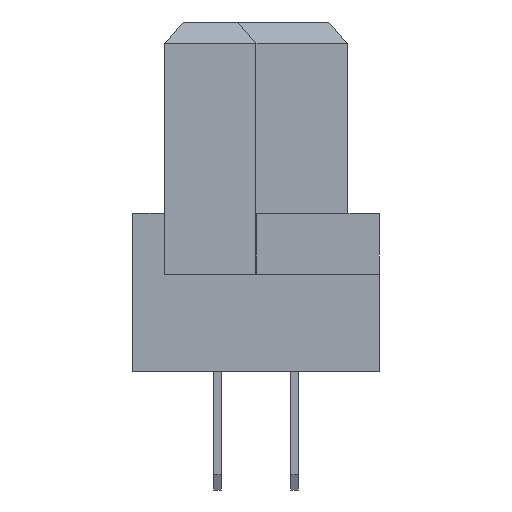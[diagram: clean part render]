
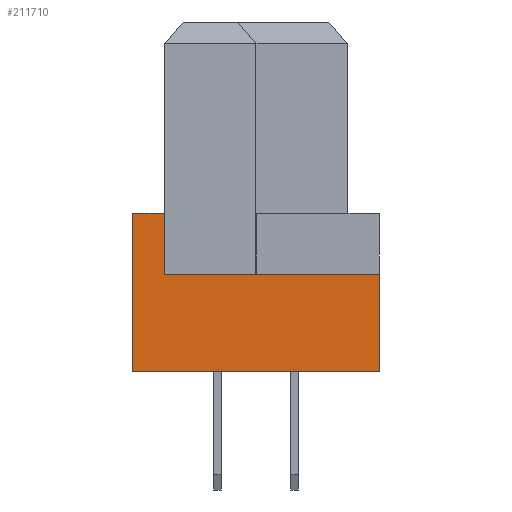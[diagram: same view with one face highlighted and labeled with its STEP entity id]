
A CAD part, left-side view. The second image highlights one B-rep face of the part: STEP entity #211710.
In plain terms, the highlighted planar face has unit normal (-1, 0, 0).
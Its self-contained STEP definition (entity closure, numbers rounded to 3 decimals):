
#1090=CARTESIAN_POINT('',(-40.64,8.1,0.));
#1100=VERTEX_POINT('',#1090);
#1150=CARTESIAN_POINT('',(-40.64,0.,0.));
#1160=DIRECTION('',(0.,1.,0.));
#1170=VECTOR('',#1160,1.);
#1180=LINE('',#1150,#1170);
#1190=CARTESIAN_POINT('',(-40.64,0.,0.));
#1200=VERTEX_POINT('',#1190);
#1210=EDGE_CURVE('',#1200,#1100,#1180,.T.);
#97170=CARTESIAN_POINT('',(-40.64,8.1,0.));
#97180=DIRECTION('',(0.,0.,1.));
#97190=VECTOR('',#97180,1.);
#97200=LINE('',#97170,#97190);
#97210=CARTESIAN_POINT('',(-40.64,8.1,5.2));
#97220=VERTEX_POINT('',#97210);
#97230=EDGE_CURVE('',#1100,#97220,#97200,.T.);
#99700=CARTESIAN_POINT('',(-40.64,7.075,3.2));
#99710=VERTEX_POINT('',#99700);
#99740=CARTESIAN_POINT('',(-40.64,7.075,0.));
#99750=DIRECTION('',(0.,0.,-1.));
#99760=VECTOR('',#99750,1.);
#99770=LINE('',#99740,#99760);
#99780=CARTESIAN_POINT('',(-40.64,7.075,5.2));
#99790=VERTEX_POINT('',#99780);
#99800=EDGE_CURVE('',#99790,#99710,#99770,.T.);
#107790=CARTESIAN_POINT('',(-40.64,0.,0.));
#107800=DIRECTION('',(0.,0.,1.));
#107810=VECTOR('',#107800,1.);
#107820=LINE('',#107790,#107810);
#107830=CARTESIAN_POINT('',(-40.64,0.,3.2));
#107840=VERTEX_POINT('',#107830);
#107850=EDGE_CURVE('',#1200,#107840,#107820,.T.);
#210950=CARTESIAN_POINT('',(-40.64,0.,3.2));
#210960=DIRECTION('',(0.,1.,0.));
#210970=VECTOR('',#210960,1.);
#210980=LINE('',#210950,#210970);
#210990=EDGE_CURVE('',#107840,#99710,#210980,.T.);
#211530=CARTESIAN_POINT('',(-40.64,0.,0.));
#211540=DIRECTION('',(-1.,0.,0.));
#211550=DIRECTION('',(0.,1.,0.));
#211560=AXIS2_PLACEMENT_3D('',#211530,#211540,#211550);
#211570=PLANE('',#211560);
#211580=ORIENTED_EDGE('',*,*,#97230,.F.);
#211590=CARTESIAN_POINT('',(-40.64,0.,5.2));
#211600=DIRECTION('',(0.,1.,0.));
#211610=VECTOR('',#211600,1.);
#211620=LINE('',#211590,#211610);
#211630=EDGE_CURVE('',#99790,#97220,#211620,.T.);
#211640=ORIENTED_EDGE('',*,*,#211630,.T.);
#211650=ORIENTED_EDGE('',*,*,#99800,.F.);
#211660=ORIENTED_EDGE('',*,*,#210990,.T.);
#211670=ORIENTED_EDGE('',*,*,#107850,.T.);
#211680=ORIENTED_EDGE('',*,*,#1210,.F.);
#211690=EDGE_LOOP('',(#211680,#211670,#211660,#211650,#211640,#211580));
#211700=FACE_OUTER_BOUND('',#211690,.T.);
#211710=ADVANCED_FACE('',(#211700),#211570,.T.);
